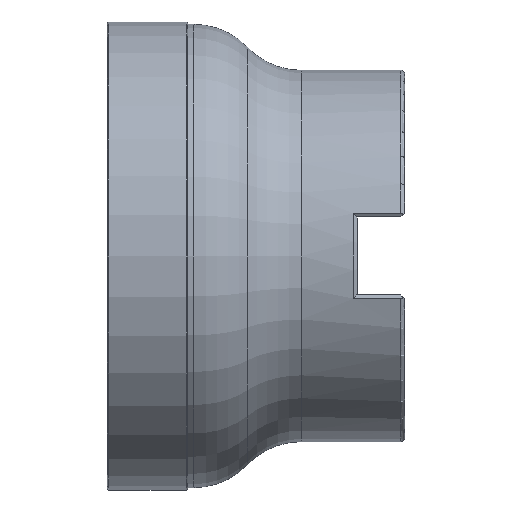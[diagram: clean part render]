
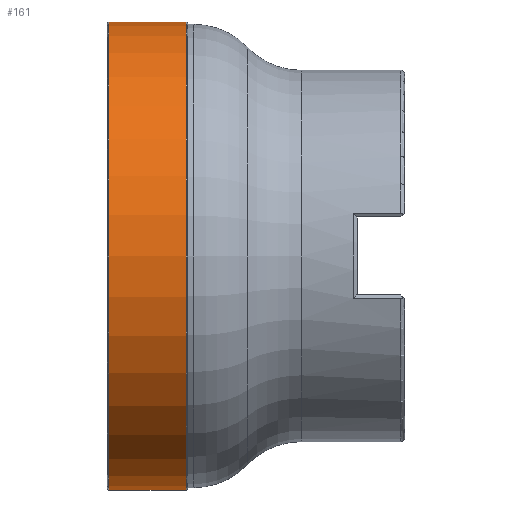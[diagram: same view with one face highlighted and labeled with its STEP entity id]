
A CAD part, left-side view. The second image highlights one B-rep face of the part: STEP entity #161.
In plain terms, the highlighted cylindrical face has radius 31.5 mm (diameter 63 mm), a partial arc.
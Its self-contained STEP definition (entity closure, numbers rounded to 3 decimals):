
#24 = DIRECTION ( 'NONE',  ( 0., 0., -1. ) ) ;
#35 = LINE ( 'NONE', #917, #870 ) ;
#43 = CARTESIAN_POINT ( 'NONE',  ( 0., 39.801, 0. ) ) ;
#146 = CARTESIAN_POINT ( 'NONE',  ( 0., 29.412, 0. ) ) ;
#161 = ADVANCED_FACE ( 'NONE', ( #1528 ), #1166, .T. ) ;
#183 = DIRECTION ( 'NONE',  ( 0., -1., 0. ) ) ;
#261 = AXIS2_PLACEMENT_3D ( 'NONE', #146, #1603, #823 ) ;
#303 = DIRECTION ( 'NONE',  ( 0., 0., -1. ) ) ;
#329 = CARTESIAN_POINT ( 'NONE',  ( 0., 29.412, 31.5 ) ) ;
#342 = EDGE_CURVE ( 'NONE', #1039, #958, #618, .T. ) ;
#380 = DIRECTION ( 'NONE',  ( 0., -1., 0. ) ) ;
#437 = AXIS2_PLACEMENT_3D ( 'NONE', #702, #1480, #24 ) ;
#454 = DIRECTION ( 'NONE',  ( 0., -1., 0. ) ) ;
#459 = CIRCLE ( 'NONE', #1239, 31.5 ) ;
#483 = VERTEX_POINT ( 'NONE', #329 ) ;
#523 = EDGE_LOOP ( 'NONE', ( #861, #728, #896, #755 ) ) ;
#618 = LINE ( 'NONE', #704, #1189 ) ;
#645 = EDGE_CURVE ( 'NONE', #792, #483, #35, .T. ) ;
#702 = CARTESIAN_POINT ( 'NONE',  ( 0., 0., 0. ) ) ;
#704 = CARTESIAN_POINT ( 'NONE',  ( 0., 0., -31.5 ) ) ;
#728 = ORIENTED_EDGE ( 'NONE', *, *, #995, .T. ) ;
#729 = CARTESIAN_POINT ( 'NONE',  ( 0., 39.801, -31.5 ) ) ;
#755 = ORIENTED_EDGE ( 'NONE', *, *, #827, .F. ) ;
#792 = VERTEX_POINT ( 'NONE', #1437 ) ;
#823 = DIRECTION ( 'NONE',  ( 0., 0., -1. ) ) ;
#827 = EDGE_CURVE ( 'NONE', #483, #958, #1011, .T. ) ;
#861 = ORIENTED_EDGE ( 'NONE', *, *, #645, .F. ) ;
#870 = VECTOR ( 'NONE', #380, 1000. ) ;
#896 = ORIENTED_EDGE ( 'NONE', *, *, #342, .T. ) ;
#917 = CARTESIAN_POINT ( 'NONE',  ( 0., 0., 31.5 ) ) ;
#958 = VERTEX_POINT ( 'NONE', #1382 ) ;
#995 = EDGE_CURVE ( 'NONE', #792, #1039, #459, .T. ) ;
#1011 = CIRCLE ( 'NONE', #261, 31.5 ) ;
#1039 = VERTEX_POINT ( 'NONE', #729 ) ;
#1166 = CYLINDRICAL_SURFACE ( 'NONE', #437, 31.5 ) ;
#1189 = VECTOR ( 'NONE', #183, 1000. ) ;
#1239 = AXIS2_PLACEMENT_3D ( 'NONE', #43, #454, #303 ) ;
#1382 = CARTESIAN_POINT ( 'NONE',  ( 0., 29.412, -31.5 ) ) ;
#1437 = CARTESIAN_POINT ( 'NONE',  ( 0., 39.801, 31.5 ) ) ;
#1480 = DIRECTION ( 'NONE',  ( 0., -1., 0. ) ) ;
#1528 = FACE_OUTER_BOUND ( 'NONE', #523, .T. ) ;
#1603 = DIRECTION ( 'NONE',  ( 0., -1., 0. ) ) ;
